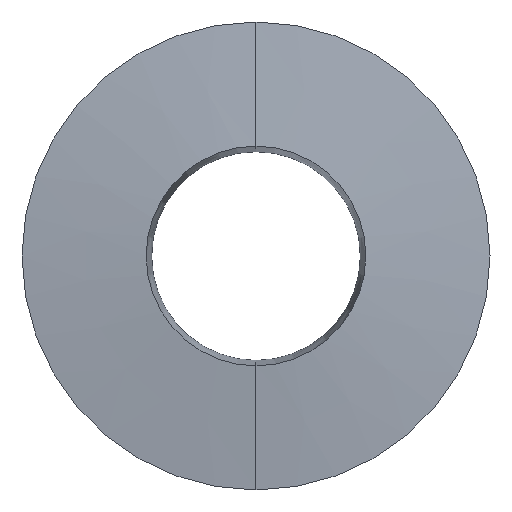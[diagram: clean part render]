
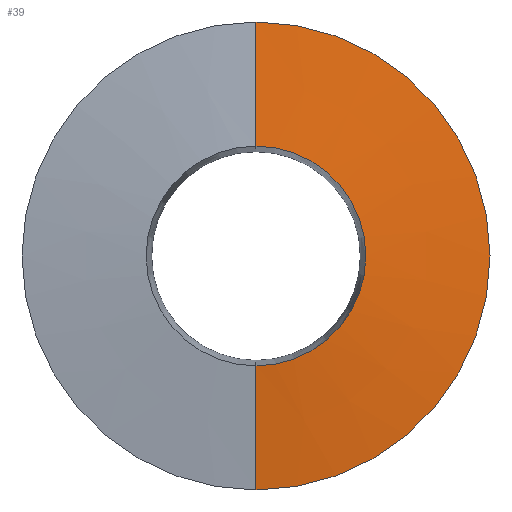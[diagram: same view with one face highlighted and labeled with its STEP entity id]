
A CAD part, top view. The second image highlights one B-rep face of the part: STEP entity #39.
In plain terms, the highlighted conical face has half-angle 83.61 degrees and reference radius 8.653 mm.
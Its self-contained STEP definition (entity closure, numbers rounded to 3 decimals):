
#39=ADVANCED_FACE('',(#76),#77,.T.);
#76=FACE_OUTER_BOUND('',#108,.T.);
#77=CONICAL_SURFACE('',#109,8.653,1.459);
#108=EDGE_LOOP('',(#149,#150,#151,#152));
#109=AXIS2_PLACEMENT_3D('',#153,#154,#155);
#149=ORIENTED_EDGE('',*,*,#205,.F.);
#150=ORIENTED_EDGE('',*,*,#206,.T.);
#151=ORIENTED_EDGE('',*,*,#207,.F.);
#152=ORIENTED_EDGE('',*,*,#208,.F.);
#153=CARTESIAN_POINT('',(11.745,11.778,2.834));
#154=DIRECTION('',(0.,0.,-1.0));
#155=DIRECTION('',(0.,1.0,0.));
#205=EDGE_CURVE('',#231,#216,#238,.T.);
#206=EDGE_CURVE('',#231,#233,#239,.T.);
#207=EDGE_CURVE('',#220,#233,#240,.T.);
#208=EDGE_CURVE('',#216,#220,#241,.T.);
#216=VERTEX_POINT('',#249);
#220=VERTEX_POINT('',#254);
#231=VERTEX_POINT('',#268);
#233=VERTEX_POINT('',#271);
#238=LINE('',#277,#278);
#239=CIRCLE('',#279,5.528);
#240=LINE('',#280,#281);
#241=CIRCLE('',#282,11.778);
#249=CARTESIAN_POINT('',(11.745,23.557,2.484));
#254=CARTESIAN_POINT('',(11.745,0.,2.484));
#268=CARTESIAN_POINT('',(11.745,17.307,3.184));
#271=CARTESIAN_POINT('',(11.745,6.25,3.184));
#277=CARTESIAN_POINT('',(11.745,20.432,2.834));
#278=VECTOR('',#312,1.0);
#279=AXIS2_PLACEMENT_3D('',#313,#314,#315);
#280=CARTESIAN_POINT('',(11.745,3.125,2.834));
#281=VECTOR('',#316,1.0);
#282=AXIS2_PLACEMENT_3D('',#317,#318,#319);
#312=DIRECTION('',(0.,0.994,-0.111));
#313=CARTESIAN_POINT('',(11.745,11.778,3.184));
#314=DIRECTION('',(0.,0.,-1.0));
#315=DIRECTION('',(0.0,-1.0,0.));
#316=DIRECTION('',(0.,0.994,0.111));
#317=CARTESIAN_POINT('',(11.745,11.778,2.484));
#318=DIRECTION('',(0.,0.,-1.0));
#319=DIRECTION('',(0.0,-1.0,0.));
